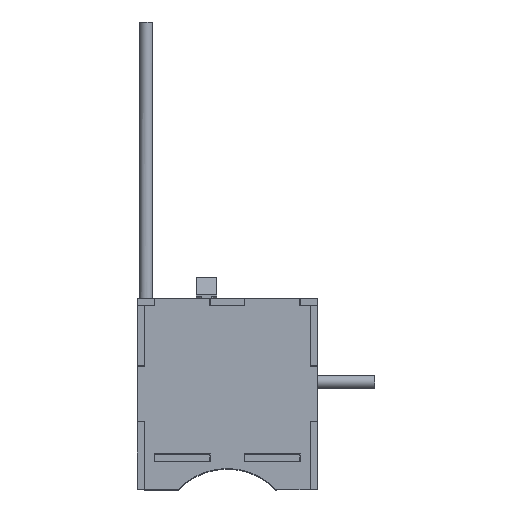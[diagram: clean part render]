
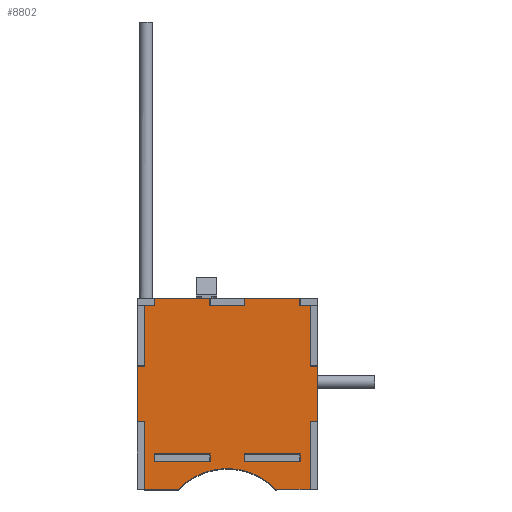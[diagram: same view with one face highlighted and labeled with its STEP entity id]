
A CAD part, top view. The second image highlights one B-rep face of the part: STEP entity #8802.
In plain terms, the highlighted planar face has unit normal (0, 0, 1).
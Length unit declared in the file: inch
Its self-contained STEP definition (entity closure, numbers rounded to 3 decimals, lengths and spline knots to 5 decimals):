
#346=FACE_BOUND('',#1281,.T.);
#347=FACE_BOUND('',#1282,.T.);
#516=CIRCLE('',#9639,1.22003);
#795=FACE_OUTER_BOUND('',#1280,.T.);
#1280=EDGE_LOOP('',(#6756,#6757,#6758,#6759,#6760,#6761,#6762,#6763,#6764,
#6765,#6766,#6767,#6768,#6769,#6770,#6771,#6772,#6773,#6774,#6775,#6776,
#6777));
#1281=EDGE_LOOP('',(#6778,#6779,#6780,#6781));
#1282=EDGE_LOOP('',(#6782,#6783,#6784,#6785));
#2014=LINE('',#13260,#3051);
#2018=LINE('',#13267,#3055);
#2021=LINE('',#13275,#3058);
#2025=LINE('',#13282,#3062);
#2028=LINE('',#13288,#3065);
#2031=LINE('',#13294,#3068);
#2034=LINE('',#13302,#3071);
#2038=LINE('',#13309,#3075);
#2039=LINE('',#13312,#3076);
#2043=LINE('',#13320,#3080);
#2047=LINE('',#13329,#3084);
#2051=LINE('',#13336,#3088);
#2054=LINE('',#13342,#3091);
#2057=LINE('',#13350,#3094);
#2061=LINE('',#13357,#3098);
#2062=LINE('',#13359,#3099);
#2064=LINE('',#13362,#3101);
#2066=LINE('',#13366,#3103);
#2069=LINE('',#13372,#3106);
#2070=LINE('',#13374,#3107);
#2071=LINE('',#13375,#3108);
#2072=LINE('',#13378,#3109);
#2073=LINE('',#13380,#3110);
#2074=LINE('',#13382,#3111);
#2075=LINE('',#13383,#3112);
#2076=LINE('',#13386,#3113);
#2077=LINE('',#13388,#3114);
#2078=LINE('',#13390,#3115);
#2079=LINE('',#13391,#3116);
#3051=VECTOR('',#10885,0.3937);
#3055=VECTOR('',#10891,0.3937);
#3058=VECTOR('',#10896,0.3937);
#3062=VECTOR('',#10902,0.3937);
#3065=VECTOR('',#10907,0.3937);
#3068=VECTOR('',#10912,0.3937);
#3071=VECTOR('',#10917,0.3937);
#3075=VECTOR('',#10923,0.3937);
#3076=VECTOR('',#10926,0.3937);
#3080=VECTOR('',#10932,0.3937);
#3084=VECTOR('',#10938,0.3937);
#3088=VECTOR('',#10944,0.3937);
#3091=VECTOR('',#10949,0.3937);
#3094=VECTOR('',#10954,0.3937);
#3098=VECTOR('',#10960,0.3937);
#3099=VECTOR('',#10963,0.3937);
#3101=VECTOR('',#10967,0.3937);
#3103=VECTOR('',#10971,0.3937);
#3106=VECTOR('',#10976,0.3937);
#3107=VECTOR('',#10979,0.3937);
#3108=VECTOR('',#10980,0.3937);
#3109=VECTOR('',#10981,0.3937);
#3110=VECTOR('',#10982,0.3937);
#3111=VECTOR('',#10983,0.3937);
#3112=VECTOR('',#10984,0.3937);
#3113=VECTOR('',#10985,0.3937);
#3114=VECTOR('',#10986,0.3937);
#3115=VECTOR('',#10987,0.3937);
#3116=VECTOR('',#10988,0.3937);
#3970=VERTEX_POINT('',#13257);
#3971=VERTEX_POINT('',#13259);
#3973=VERTEX_POINT('',#13265);
#3976=VERTEX_POINT('',#13272);
#3977=VERTEX_POINT('',#13274);
#3979=VERTEX_POINT('',#13280);
#3981=VERTEX_POINT('',#13286);
#3983=VERTEX_POINT('',#13292);
#3986=VERTEX_POINT('',#13299);
#3987=VERTEX_POINT('',#13301);
#3989=VERTEX_POINT('',#13307);
#3990=VERTEX_POINT('',#13311);
#3993=VERTEX_POINT('',#13319);
#3996=VERTEX_POINT('',#13326);
#3997=VERTEX_POINT('',#13328);
#3999=VERTEX_POINT('',#13334);
#4001=VERTEX_POINT('',#13340);
#4004=VERTEX_POINT('',#13347);
#4005=VERTEX_POINT('',#13349);
#4007=VERTEX_POINT('',#13355);
#4008=VERTEX_POINT('',#13365);
#4010=VERTEX_POINT('',#13371);
#4011=VERTEX_POINT('',#13376);
#4012=VERTEX_POINT('',#13377);
#4013=VERTEX_POINT('',#13379);
#4014=VERTEX_POINT('',#13381);
#4015=VERTEX_POINT('',#13384);
#4016=VERTEX_POINT('',#13385);
#4017=VERTEX_POINT('',#13387);
#4018=VERTEX_POINT('',#13389);
#4961=EDGE_CURVE('',#3971,#3970,#2014,.T.);
#4965=EDGE_CURVE('',#3970,#3973,#2018,.T.);
#4968=EDGE_CURVE('',#3977,#3976,#2021,.T.);
#4972=EDGE_CURVE('',#3976,#3979,#2025,.T.);
#4975=EDGE_CURVE('',#3979,#3981,#2028,.T.);
#4978=EDGE_CURVE('',#3981,#3983,#2031,.T.);
#4981=EDGE_CURVE('',#3987,#3986,#2034,.T.);
#4985=EDGE_CURVE('',#3986,#3989,#2038,.T.);
#4986=EDGE_CURVE('',#3990,#3987,#2039,.T.);
#4990=EDGE_CURVE('',#3993,#3990,#2043,.T.);
#4994=EDGE_CURVE('',#3997,#3996,#2047,.T.);
#4998=EDGE_CURVE('',#3996,#3999,#2051,.T.);
#5001=EDGE_CURVE('',#3999,#4001,#2054,.T.);
#5004=EDGE_CURVE('',#4005,#4004,#2057,.T.);
#5008=EDGE_CURVE('',#4004,#4007,#2061,.T.);
#5009=EDGE_CURVE('',#3989,#3971,#2062,.T.);
#5011=EDGE_CURVE('',#4001,#3993,#2064,.T.);
#5013=EDGE_CURVE('',#4008,#4005,#2066,.T.);
#5016=EDGE_CURVE('',#3973,#4010,#2069,.T.);
#5017=EDGE_CURVE('',#4010,#4008,#516,.T.);
#5018=EDGE_CURVE('',#4007,#3977,#2070,.T.);
#5019=EDGE_CURVE('',#3983,#3997,#2071,.T.);
#5020=EDGE_CURVE('',#4011,#4012,#2072,.T.);
#5021=EDGE_CURVE('',#4012,#4013,#2073,.T.);
#5022=EDGE_CURVE('',#4013,#4014,#2074,.T.);
#5023=EDGE_CURVE('',#4014,#4011,#2075,.T.);
#5024=EDGE_CURVE('',#4015,#4016,#2076,.T.);
#5025=EDGE_CURVE('',#4016,#4017,#2077,.T.);
#5026=EDGE_CURVE('',#4017,#4018,#2078,.T.);
#5027=EDGE_CURVE('',#4018,#4015,#2079,.T.);
#6756=ORIENTED_EDGE('',*,*,#4961,.T.);
#6757=ORIENTED_EDGE('',*,*,#4965,.T.);
#6758=ORIENTED_EDGE('',*,*,#5016,.T.);
#6759=ORIENTED_EDGE('',*,*,#5017,.T.);
#6760=ORIENTED_EDGE('',*,*,#5013,.T.);
#6761=ORIENTED_EDGE('',*,*,#5004,.T.);
#6762=ORIENTED_EDGE('',*,*,#5008,.T.);
#6763=ORIENTED_EDGE('',*,*,#5018,.T.);
#6764=ORIENTED_EDGE('',*,*,#4968,.T.);
#6765=ORIENTED_EDGE('',*,*,#4972,.T.);
#6766=ORIENTED_EDGE('',*,*,#4975,.T.);
#6767=ORIENTED_EDGE('',*,*,#4978,.T.);
#6768=ORIENTED_EDGE('',*,*,#5019,.T.);
#6769=ORIENTED_EDGE('',*,*,#4994,.T.);
#6770=ORIENTED_EDGE('',*,*,#4998,.T.);
#6771=ORIENTED_EDGE('',*,*,#5001,.T.);
#6772=ORIENTED_EDGE('',*,*,#5011,.T.);
#6773=ORIENTED_EDGE('',*,*,#4990,.T.);
#6774=ORIENTED_EDGE('',*,*,#4986,.T.);
#6775=ORIENTED_EDGE('',*,*,#4981,.T.);
#6776=ORIENTED_EDGE('',*,*,#4985,.T.);
#6777=ORIENTED_EDGE('',*,*,#5009,.T.);
#6778=ORIENTED_EDGE('',*,*,#5020,.T.);
#6779=ORIENTED_EDGE('',*,*,#5021,.T.);
#6780=ORIENTED_EDGE('',*,*,#5022,.T.);
#6781=ORIENTED_EDGE('',*,*,#5023,.T.);
#6782=ORIENTED_EDGE('',*,*,#5024,.T.);
#6783=ORIENTED_EDGE('',*,*,#5025,.T.);
#6784=ORIENTED_EDGE('',*,*,#5026,.T.);
#6785=ORIENTED_EDGE('',*,*,#5027,.T.);
#8430=PLANE('',#9638);
#8802=ADVANCED_FACE('',(#795,#346,#347),#8430,.T.);
#9638=AXIS2_PLACEMENT_3D('',#13370,#10974,#10975);
#9639=AXIS2_PLACEMENT_3D('',#13373,#10977,#10978);
#10885=DIRECTION('',(1.,0.,0.));
#10891=DIRECTION('',(0.,-1.,0.));
#10896=DIRECTION('',(-1.,0.,0.));
#10902=DIRECTION('',(0.,1.,0.));
#10907=DIRECTION('',(-1.,0.,0.));
#10912=DIRECTION('',(0.,1.,0.));
#10917=DIRECTION('',(0.,-1.,0.));
#10923=DIRECTION('',(-1.,0.,0.));
#10926=DIRECTION('',(-1.,0.,0.));
#10932=DIRECTION('',(0.,-1.,0.));
#10938=DIRECTION('',(0.,-1.,0.));
#10944=DIRECTION('',(-1.,0.,0.));
#10949=DIRECTION('',(0.,1.,0.));
#10954=DIRECTION('',(0.,1.,0.));
#10960=DIRECTION('',(1.,0.,0.));
#10963=DIRECTION('',(0.,-1.,0.));
#10967=DIRECTION('',(-1.,0.,0.));
#10971=DIRECTION('',(1.,0.,0.));
#10974=DIRECTION('center_axis',(0.,0.,1.));
#10975=DIRECTION('ref_axis',(1.,0.,0.));
#10976=DIRECTION('',(1.,0.,0.));
#10977=DIRECTION('center_axis',(0.,0.,-1.));
#10978=DIRECTION('ref_axis',(-0.721,-0.693,0.));
#10979=DIRECTION('',(0.,1.,0.));
#10980=DIRECTION('',(-1.,0.,0.));
#10981=DIRECTION('',(0.,-1.,0.));
#10982=DIRECTION('',(-1.,0.,0.));
#10983=DIRECTION('',(0.,1.,0.));
#10984=DIRECTION('',(1.,0.,0.));
#10985=DIRECTION('',(0.,-1.,0.));
#10986=DIRECTION('',(-1.,0.,0.));
#10987=DIRECTION('',(0.,1.,0.));
#10988=DIRECTION('',(1.,0.,0.));
#13257=CARTESIAN_POINT('',(-1.5,-2.22868,0.13));
#13259=CARTESIAN_POINT('',(-1.63,-2.22868,0.13));
#13260=CARTESIAN_POINT('',(-0.75,-2.22868,0.13));
#13265=CARTESIAN_POINT('',(-1.5,-3.45736,0.13));
#13267=CARTESIAN_POINT('',(-1.5,-2.56039,0.13));
#13272=CARTESIAN_POINT('',(1.5,-1.22868,0.13));
#13274=CARTESIAN_POINT('',(1.63,-1.22868,0.13));
#13275=CARTESIAN_POINT('',(0.75,-1.22868,0.13));
#13280=CARTESIAN_POINT('',(1.5,-0.13,0.13));
#13282=CARTESIAN_POINT('',(1.5,-0.89671,0.13));
#13286=CARTESIAN_POINT('',(1.315,-0.13,0.13));
#13288=CARTESIAN_POINT('',(0.6575,-0.13,0.13));
#13292=CARTESIAN_POINT('',(1.315,0.,0.13));
#13294=CARTESIAN_POINT('',(1.315,-0.83171,0.13));
#13299=CARTESIAN_POINT('',(-1.5,-1.22868,0.13));
#13301=CARTESIAN_POINT('',(-1.5,-0.13,0.13));
#13302=CARTESIAN_POINT('',(-1.5,-1.44605,0.13));
#13307=CARTESIAN_POINT('',(-1.63,-1.22868,0.13));
#13309=CARTESIAN_POINT('',(-0.815,-1.22868,0.13));
#13311=CARTESIAN_POINT('',(-1.315,-0.13,0.13));
#13312=CARTESIAN_POINT('',(-0.815,-0.13,0.13));
#13319=CARTESIAN_POINT('',(-1.315,0.,0.13));
#13320=CARTESIAN_POINT('',(-1.315,-0.89671,0.13));
#13326=CARTESIAN_POINT('',(0.315,-0.13,0.13));
#13328=CARTESIAN_POINT('',(0.315,0.,0.13));
#13329=CARTESIAN_POINT('',(0.315,-0.89671,0.13));
#13334=CARTESIAN_POINT('',(-0.315,-0.13,0.13));
#13336=CARTESIAN_POINT('',(-0.1575,-0.13,0.13));
#13340=CARTESIAN_POINT('',(-0.315,0.,0.13));
#13342=CARTESIAN_POINT('',(-0.315,-0.83171,0.13));
#13347=CARTESIAN_POINT('',(1.5,-2.22868,0.13));
#13349=CARTESIAN_POINT('',(1.5,-3.45736,0.13));
#13350=CARTESIAN_POINT('',(1.5,-1.94605,0.13));
#13355=CARTESIAN_POINT('',(1.63,-2.22868,0.13));
#13357=CARTESIAN_POINT('',(0.815,-2.22868,0.13));
#13359=CARTESIAN_POINT('',(-1.63,0.,0.13));
#13362=CARTESIAN_POINT('',(1.63,0.,0.13));
#13365=CARTESIAN_POINT('',(0.88,-3.45736,0.13));
#13366=CARTESIAN_POINT('',(0.88,-3.45736,0.13));
#13370=CARTESIAN_POINT('Origin',(0.,-1.66341,
0.13));
#13371=CARTESIAN_POINT('',(-0.88,-3.45736,0.13));
#13372=CARTESIAN_POINT('',(-1.63,-3.45736,0.13));
#13373=CARTESIAN_POINT('Origin',(0.,-4.3024,
0.13));
#13374=CARTESIAN_POINT('',(1.63,-3.45736,0.13));
#13375=CARTESIAN_POINT('',(1.63,0.,0.13));
#13376=CARTESIAN_POINT('',(-0.30811,-2.81858,0.13));
#13377=CARTESIAN_POINT('',(-0.30811,-2.95736,0.13));
#13378=CARTESIAN_POINT('',(-0.30811,-2.31039,0.13));
#13379=CARTESIAN_POINT('',(-1.32189,-2.95736,0.13));
#13380=CARTESIAN_POINT('',(-0.66094,-2.95736,0.13));
#13381=CARTESIAN_POINT('',(-1.32189,-2.81858,0.13));
#13382=CARTESIAN_POINT('',(-1.32189,-2.241,0.13));
#13383=CARTESIAN_POINT('',(-0.15406,-2.81858,0.13));
#13384=CARTESIAN_POINT('',(1.32189,-2.81858,0.13));
#13385=CARTESIAN_POINT('',(1.32189,-2.95736,0.13));
#13386=CARTESIAN_POINT('',(1.32189,-2.31039,0.13));
#13387=CARTESIAN_POINT('',(0.30811,-2.95736,0.13));
#13388=CARTESIAN_POINT('',(0.15406,-2.95736,0.13));
#13389=CARTESIAN_POINT('',(0.30811,-2.81858,0.13));
#13390=CARTESIAN_POINT('',(0.30811,-2.241,0.13));
#13391=CARTESIAN_POINT('',(0.66094,-2.81858,0.13));
